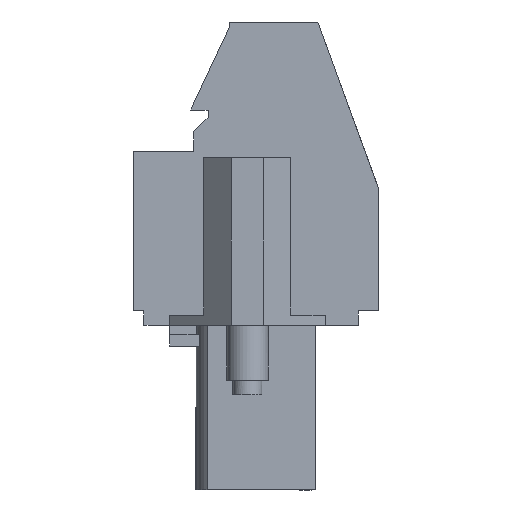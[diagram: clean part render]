
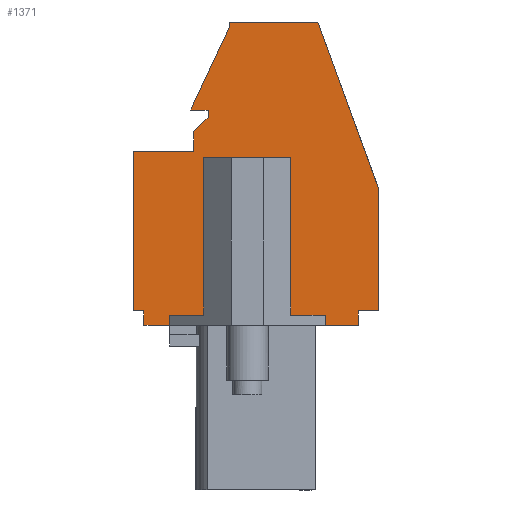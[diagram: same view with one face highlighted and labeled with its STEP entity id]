
A CAD part, left-side view. The second image highlights one B-rep face of the part: STEP entity #1371.
In plain terms, the highlighted planar face has unit normal (-1, 0, 0).
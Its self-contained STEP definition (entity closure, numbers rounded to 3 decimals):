
#599=AXIS2_PLACEMENT_3D('Plane Axis2P3D',#596,#597,#598) ;
#107=CARTESIAN_POINT('Line Origine',(3.47,1.782,7.95)) ;
#111=CARTESIAN_POINT('Vertex',(3.47,2.58,7.95)) ;
#113=CARTESIAN_POINT('Vertex',(3.47,0.983,7.95)) ;
#148=CARTESIAN_POINT('Vertex',(3.47,10.08,7.95)) ;
#151=CARTESIAN_POINT('Line Origine',(3.47,10.705,7.95)) ;
#155=CARTESIAN_POINT('Vertex',(3.47,11.33,7.95)) ;
#596=CARTESIAN_POINT('Axis2P3D Location',(3.47,0.,0.)) ;
#1227=CARTESIAN_POINT('Line Origine',(3.47,0.983,8.3)) ;
#1231=CARTESIAN_POINT('Vertex',(3.47,0.983,8.65)) ;
#1234=CARTESIAN_POINT('Line Origine',(3.47,0.492,8.65)) ;
#1238=CARTESIAN_POINT('Vertex',(3.47,0.,8.65)) ;
#1241=CARTESIAN_POINT('Line Origine',(3.47,0.,11.611)) ;
#1245=CARTESIAN_POINT('Vertex',(3.47,0.,14.572)) ;
#1248=CARTESIAN_POINT('Line Origine',(3.47,1.461,18.586)) ;
#1252=CARTESIAN_POINT('Vertex',(3.47,2.922,22.6)) ;
#1255=CARTESIAN_POINT('Line Origine',(3.47,5.052,22.6)) ;
#1259=CARTESIAN_POINT('Vertex',(3.47,7.181,22.6)) ;
#1262=CARTESIAN_POINT('Line Origine',(3.47,7.181,22.5)) ;
#1266=CARTESIAN_POINT('Vertex',(3.47,7.181,22.4)) ;
#1269=CARTESIAN_POINT('Line Origine',(3.47,8.126,20.375)) ;
#1273=CARTESIAN_POINT('Vertex',(3.47,9.07,18.35)) ;
#1276=CARTESIAN_POINT('Line Origine',(3.47,8.65,18.35)) ;
#1280=CARTESIAN_POINT('Vertex',(3.47,8.23,18.35)) ;
#1283=CARTESIAN_POINT('Line Origine',(3.47,8.23,18.175)) ;
#1287=CARTESIAN_POINT('Vertex',(3.47,8.23,18.)) ;
#1290=CARTESIAN_POINT('Line Origine',(3.47,8.58,17.65)) ;
#1294=CARTESIAN_POINT('Vertex',(3.47,8.93,17.3)) ;
#1297=CARTESIAN_POINT('Line Origine',(3.47,8.93,16.825)) ;
#1301=CARTESIAN_POINT('Vertex',(3.47,8.93,16.35)) ;
#1304=CARTESIAN_POINT('Line Origine',(3.47,10.38,16.35)) ;
#1308=CARTESIAN_POINT('Vertex',(3.47,11.83,16.35)) ;
#1311=CARTESIAN_POINT('Line Origine',(3.47,11.83,12.5)) ;
#1315=CARTESIAN_POINT('Vertex',(3.47,11.83,8.65)) ;
#1318=CARTESIAN_POINT('Line Origine',(3.47,11.58,8.65)) ;
#1322=CARTESIAN_POINT('Vertex',(3.47,11.33,8.65)) ;
#1325=CARTESIAN_POINT('Line Origine',(3.47,11.33,8.3)) ;
#1330=CARTESIAN_POINT('Line Origine',(3.47,10.08,8.2)) ;
#1334=CARTESIAN_POINT('Vertex',(3.47,10.08,8.45)) ;
#1337=CARTESIAN_POINT('Line Origine',(3.47,6.33,8.45)) ;
#1341=CARTESIAN_POINT('Vertex',(3.47,2.58,8.45)) ;
#1344=CARTESIAN_POINT('Line Origine',(3.47,2.58,8.2)) ;
#108=DIRECTION('Vector Direction',(0.,-1.,0.)) ;
#152=DIRECTION('Vector Direction',(0.,-1.,0.)) ;
#597=DIRECTION('Axis2P3D Direction',(-1.,0.,0.)) ;
#598=DIRECTION('Axis2P3D XDirection',(0.,0.,1.)) ;
#1228=DIRECTION('Vector Direction',(0.,0.,1.)) ;
#1235=DIRECTION('Vector Direction',(0.,-1.,0.)) ;
#1242=DIRECTION('Vector Direction',(0.,0.,1.)) ;
#1249=DIRECTION('Vector Direction',(0.,-0.342,-0.94)) ;
#1256=DIRECTION('Vector Direction',(0.,-1.,0.)) ;
#1263=DIRECTION('Vector Direction',(0.,0.,1.)) ;
#1270=DIRECTION('Vector Direction',(0.,-0.423,0.906)) ;
#1277=DIRECTION('Vector Direction',(0.,1.,0.)) ;
#1284=DIRECTION('Vector Direction',(0.,0.,1.)) ;
#1291=DIRECTION('Vector Direction',(0.,-0.707,0.707)) ;
#1298=DIRECTION('Vector Direction',(0.,0.,1.)) ;
#1305=DIRECTION('Vector Direction',(0.,-1.,0.)) ;
#1312=DIRECTION('Vector Direction',(0.,0.,1.)) ;
#1319=DIRECTION('Vector Direction',(0.,1.,0.)) ;
#1326=DIRECTION('Vector Direction',(0.,0.,-1.)) ;
#1331=DIRECTION('Vector Direction',(0.,0.,1.)) ;
#1338=DIRECTION('Vector Direction',(0.,1.,0.)) ;
#1345=DIRECTION('Vector Direction',(0.,0.,1.)) ;
#109=VECTOR('Line Direction',#108,1.) ;
#153=VECTOR('Line Direction',#152,1.) ;
#1229=VECTOR('Line Direction',#1228,1.) ;
#1236=VECTOR('Line Direction',#1235,1.) ;
#1243=VECTOR('Line Direction',#1242,1.) ;
#1250=VECTOR('Line Direction',#1249,1.) ;
#1257=VECTOR('Line Direction',#1256,1.) ;
#1264=VECTOR('Line Direction',#1263,1.) ;
#1271=VECTOR('Line Direction',#1270,1.) ;
#1278=VECTOR('Line Direction',#1277,1.) ;
#1285=VECTOR('Line Direction',#1284,1.) ;
#1292=VECTOR('Line Direction',#1291,1.) ;
#1299=VECTOR('Line Direction',#1298,1.) ;
#1306=VECTOR('Line Direction',#1305,1.) ;
#1313=VECTOR('Line Direction',#1312,1.) ;
#1320=VECTOR('Line Direction',#1319,1.) ;
#1327=VECTOR('Line Direction',#1326,1.) ;
#1332=VECTOR('Line Direction',#1331,1.) ;
#1339=VECTOR('Line Direction',#1338,1.) ;
#1346=VECTOR('Line Direction',#1345,1.) ;
#1350=ORIENTED_EDGE('',*,*,#115,.T.) ;
#1351=ORIENTED_EDGE('',*,*,#1233,.T.) ;
#1352=ORIENTED_EDGE('',*,*,#1240,.T.) ;
#1353=ORIENTED_EDGE('',*,*,#1247,.T.) ;
#1354=ORIENTED_EDGE('',*,*,#1254,.T.) ;
#1355=ORIENTED_EDGE('',*,*,#1261,.T.) ;
#1356=ORIENTED_EDGE('',*,*,#1268,.T.) ;
#1357=ORIENTED_EDGE('',*,*,#1275,.T.) ;
#1358=ORIENTED_EDGE('',*,*,#1282,.T.) ;
#1359=ORIENTED_EDGE('',*,*,#1289,.T.) ;
#1360=ORIENTED_EDGE('',*,*,#1296,.T.) ;
#1361=ORIENTED_EDGE('',*,*,#1303,.T.) ;
#1362=ORIENTED_EDGE('',*,*,#1310,.T.) ;
#1363=ORIENTED_EDGE('',*,*,#1317,.T.) ;
#1364=ORIENTED_EDGE('',*,*,#1324,.T.) ;
#1365=ORIENTED_EDGE('',*,*,#1329,.T.) ;
#1366=ORIENTED_EDGE('',*,*,#157,.T.) ;
#1367=ORIENTED_EDGE('',*,*,#1336,.T.) ;
#1368=ORIENTED_EDGE('',*,*,#1343,.F.) ;
#1369=ORIENTED_EDGE('',*,*,#1348,.F.) ;
#1371=ADVANCED_FACE('HOUSING',(#1370),#600,.T.) ;
#115=EDGE_CURVE('',#112,#114,#110,.T.) ;
#157=EDGE_CURVE('',#156,#149,#154,.T.) ;
#1233=EDGE_CURVE('',#114,#1232,#1230,.T.) ;
#1240=EDGE_CURVE('',#1232,#1239,#1237,.T.) ;
#1247=EDGE_CURVE('',#1239,#1246,#1244,.T.) ;
#1254=EDGE_CURVE('',#1246,#1253,#1251,.F.) ;
#1261=EDGE_CURVE('',#1253,#1260,#1258,.F.) ;
#1268=EDGE_CURVE('',#1260,#1267,#1265,.F.) ;
#1275=EDGE_CURVE('',#1267,#1274,#1272,.F.) ;
#1282=EDGE_CURVE('',#1274,#1281,#1279,.F.) ;
#1289=EDGE_CURVE('',#1281,#1288,#1286,.F.) ;
#1296=EDGE_CURVE('',#1288,#1295,#1293,.F.) ;
#1303=EDGE_CURVE('',#1295,#1302,#1300,.F.) ;
#1310=EDGE_CURVE('',#1302,#1309,#1307,.F.) ;
#1317=EDGE_CURVE('',#1309,#1316,#1314,.F.) ;
#1324=EDGE_CURVE('',#1316,#1323,#1321,.F.) ;
#1329=EDGE_CURVE('',#1323,#156,#1328,.T.) ;
#1336=EDGE_CURVE('',#149,#1335,#1333,.T.) ;
#1343=EDGE_CURVE('',#1342,#1335,#1340,.T.) ;
#1348=EDGE_CURVE('',#112,#1342,#1347,.T.) ;
#1349=EDGE_LOOP('',(#1350,#1351,#1352,#1353,#1354,#1355,#1356,#1357,#1358,#1359,#1360,#1361,#1362,#1363,#1364,#1365,#1366,#1367,#1368,#1369)) ;
#1370=FACE_OUTER_BOUND('',#1349,.T.) ;
#110=LINE('Line',#107,#109) ;
#154=LINE('Line',#151,#153) ;
#1230=LINE('Line',#1227,#1229) ;
#1237=LINE('Line',#1234,#1236) ;
#1244=LINE('Line',#1241,#1243) ;
#1251=LINE('Line',#1248,#1250) ;
#1258=LINE('Line',#1255,#1257) ;
#1265=LINE('Line',#1262,#1264) ;
#1272=LINE('Line',#1269,#1271) ;
#1279=LINE('Line',#1276,#1278) ;
#1286=LINE('Line',#1283,#1285) ;
#1293=LINE('Line',#1290,#1292) ;
#1300=LINE('Line',#1297,#1299) ;
#1307=LINE('Line',#1304,#1306) ;
#1314=LINE('Line',#1311,#1313) ;
#1321=LINE('Line',#1318,#1320) ;
#1328=LINE('Line',#1325,#1327) ;
#1333=LINE('Line',#1330,#1332) ;
#1340=LINE('Line',#1337,#1339) ;
#1347=LINE('Line',#1344,#1346) ;
#600=PLANE('',#599) ;
#112=VERTEX_POINT('',#111) ;
#114=VERTEX_POINT('',#113) ;
#149=VERTEX_POINT('',#148) ;
#156=VERTEX_POINT('',#155) ;
#1232=VERTEX_POINT('',#1231) ;
#1239=VERTEX_POINT('',#1238) ;
#1246=VERTEX_POINT('',#1245) ;
#1253=VERTEX_POINT('',#1252) ;
#1260=VERTEX_POINT('',#1259) ;
#1267=VERTEX_POINT('',#1266) ;
#1274=VERTEX_POINT('',#1273) ;
#1281=VERTEX_POINT('',#1280) ;
#1288=VERTEX_POINT('',#1287) ;
#1295=VERTEX_POINT('',#1294) ;
#1302=VERTEX_POINT('',#1301) ;
#1309=VERTEX_POINT('',#1308) ;
#1316=VERTEX_POINT('',#1315) ;
#1323=VERTEX_POINT('',#1322) ;
#1335=VERTEX_POINT('',#1334) ;
#1342=VERTEX_POINT('',#1341) ;
